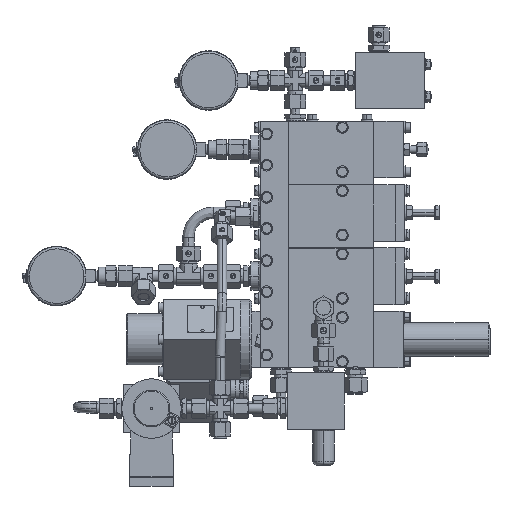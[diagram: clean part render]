
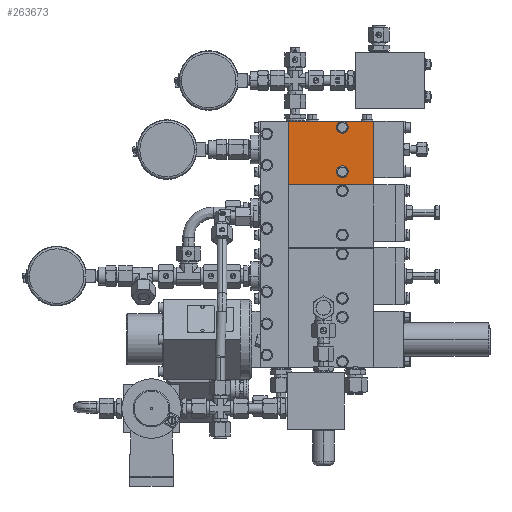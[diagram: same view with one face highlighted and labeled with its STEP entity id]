
A CAD part, left-side view. The second image highlights one B-rep face of the part: STEP entity #263673.
In plain terms, the highlighted planar face has unit normal (-1, 0, 0).
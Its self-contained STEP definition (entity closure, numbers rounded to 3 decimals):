
#7833 = CARTESIAN_POINT ( 'NONE',  ( -77.228, 18.149, 26.5 ) ) ;
#7838 = DIRECTION ( 'NONE',  ( 1., 0., 0. ) ) ;
#10672 = LINE ( 'NONE', #175636, #59538 ) ;
#10872 = CIRCLE ( 'NONE', #34429, 3. ) ;
#11971 = DIRECTION ( 'NONE',  ( -1., 0., 0. ) ) ;
#11973 = FACE_OUTER_BOUND ( 'NONE', #81747, .T. ) ;
#12288 = VERTEX_POINT ( 'NONE', #186264 ) ;
#15483 = VECTOR ( 'NONE', #183450, 1000. ) ;
#19493 = AXIS2_PLACEMENT_3D ( 'NONE', #100810, #246490, #121716 ) ;
#20560 = DIRECTION ( 'NONE',  ( 0., 0., 1. ) ) ;
#23694 = VECTOR ( 'NONE', #45902, 1000. ) ;
#25560 = CARTESIAN_POINT ( 'NONE',  ( -77.228, 18.149, -20.5 ) ) ;
#25640 = EDGE_CURVE ( 'NONE', #76714, #73889, #119719, .T. ) ;
#30769 = EDGE_CURVE ( 'NONE', #68995, #12288, #119289, .T. ) ;
#33305 = EDGE_LOOP ( 'NONE', ( #210693, #186914 ) ) ;
#33656 = EDGE_CURVE ( 'NONE', #73889, #140428, #79084, .T. ) ;
#34429 = AXIS2_PLACEMENT_3D ( 'NONE', #132589, #7838, #153570 ) ;
#37183 = CARTESIAN_POINT ( 'NONE',  ( -77.228, 18.149, 20.5 ) ) ;
#41809 = AXIS2_PLACEMENT_3D ( 'NONE', #136751, #11971, #157779 ) ;
#45902 = DIRECTION ( 'NONE',  ( 0., -1., 0. ) ) ;
#50387 = LINE ( 'NONE', #133023, #210169 ) ;
#53628 = ORIENTED_EDGE ( 'NONE', *, *, #33656, .T. ) ;
#58611 = CARTESIAN_POINT ( 'NONE',  ( -77.228, 75.149, 30. ) ) ;
#59538 = VECTOR ( 'NONE', #238509, 1000. ) ;
#63905 = CARTESIAN_POINT ( 'NONE',  ( -77.228, 18.149, -23.5 ) ) ;
#68995 = VERTEX_POINT ( 'NONE', #25560 ) ;
#73889 = VERTEX_POINT ( 'NONE', #186045 ) ;
#76714 = VERTEX_POINT ( 'NONE', #131957 ) ;
#79084 = LINE ( 'NONE', #212629, #23694 ) ;
#81747 = EDGE_LOOP ( 'NONE', ( #53628, #212061, #239349, #183984 ) ) ;
#84834 = DIRECTION ( 'NONE',  ( 0., 0., 1. ) ) ;
#93265 = EDGE_CURVE ( 'NONE', #140428, #112215, #10672, .T. ) ;
#94004 = PLANE ( 'NONE',  #41809 ) ;
#100810 = CARTESIAN_POINT ( 'NONE',  ( -77.228, 18.149, 23.5 ) ) ;
#106019 = EDGE_CURVE ( 'NONE', #12288, #68995, #198696, .T. ) ;
#112215 = VERTEX_POINT ( 'NONE', #206119 ) ;
#119289 = CIRCLE ( 'NONE', #126690, 3. ) ;
#119719 = LINE ( 'NONE', #58611, #15483 ) ;
#121716 = DIRECTION ( 'NONE',  ( 0., 0., 1. ) ) ;
#126690 = AXIS2_PLACEMENT_3D ( 'NONE', #270000, #145271, #20560 ) ;
#127689 = ORIENTED_EDGE ( 'NONE', *, *, #106019, .T. ) ;
#129089 = EDGE_CURVE ( 'NONE', #165821, #236068, #10872, .T. ) ;
#131957 = CARTESIAN_POINT ( 'NONE',  ( -77.228, 75.149, 30. ) ) ;
#132589 = CARTESIAN_POINT ( 'NONE',  ( -77.228, 18.149, 23.5 ) ) ;
#133023 = CARTESIAN_POINT ( 'NONE',  ( -77.228, 105.149, 30. ) ) ;
#136751 = CARTESIAN_POINT ( 'NONE',  ( -77.228, 105.149, -37. ) ) ;
#140428 = VERTEX_POINT ( 'NONE', #159447 ) ;
#142270 = ORIENTED_EDGE ( 'NONE', *, *, #30769, .T. ) ;
#145271 = DIRECTION ( 'NONE',  ( 1., 0., 0. ) ) ;
#153570 = DIRECTION ( 'NONE',  ( 0., 0., 1. ) ) ;
#154011 = DIRECTION ( 'NONE',  ( 0., 1., 0. ) ) ;
#157779 = DIRECTION ( 'NONE',  ( 0., 0., 1. ) ) ;
#159447 = CARTESIAN_POINT ( 'NONE',  ( -77.228, -14.851, -36.8 ) ) ;
#165821 = VERTEX_POINT ( 'NONE', #7833 ) ;
#175636 = CARTESIAN_POINT ( 'NONE',  ( -77.228, -14.851, -37. ) ) ;
#183450 = DIRECTION ( 'NONE',  ( 0., 0., -1. ) ) ;
#183984 = ORIENTED_EDGE ( 'NONE', *, *, #25640, .T. ) ;
#186045 = CARTESIAN_POINT ( 'NONE',  ( -77.228, 75.149, -36.8 ) ) ;
#186264 = CARTESIAN_POINT ( 'NONE',  ( -77.228, 18.149, -26.5 ) ) ;
#186914 = ORIENTED_EDGE ( 'NONE', *, *, #266113, .T. ) ;
#191336 = FACE_BOUND ( 'NONE', #33305, .T. ) ;
#194020 = CIRCLE ( 'NONE', #19493, 3. ) ;
#198696 = CIRCLE ( 'NONE', #200395, 3. ) ;
#200395 = AXIS2_PLACEMENT_3D ( 'NONE', #63905, #209692, #84834 ) ;
#206119 = CARTESIAN_POINT ( 'NONE',  ( -77.228, -14.851, 30. ) ) ;
#209692 = DIRECTION ( 'NONE',  ( 1., 0., 0. ) ) ;
#210169 = VECTOR ( 'NONE', #154011, 1000. ) ;
#210693 = ORIENTED_EDGE ( 'NONE', *, *, #129089, .T. ) ;
#212061 = ORIENTED_EDGE ( 'NONE', *, *, #93265, .T. ) ;
#212629 = CARTESIAN_POINT ( 'NONE',  ( -77.228, 105.149, -36.8 ) ) ;
#219933 = EDGE_LOOP ( 'NONE', ( #142270, #127689 ) ) ;
#227162 = FACE_BOUND ( 'NONE', #219933, .T. ) ;
#236068 = VERTEX_POINT ( 'NONE', #37183 ) ;
#238509 = DIRECTION ( 'NONE',  ( 0., 0., 1. ) ) ;
#239349 = ORIENTED_EDGE ( 'NONE', *, *, #265358, .T. ) ;
#246490 = DIRECTION ( 'NONE',  ( 1., 0., 0. ) ) ;
#263673 = ADVANCED_FACE ( 'NONE', ( #11973, #191336, #227162 ), #94004, .T. ) ;
#265358 = EDGE_CURVE ( 'NONE', #112215, #76714, #50387, .T. ) ;
#266113 = EDGE_CURVE ( 'NONE', #236068, #165821, #194020, .T. ) ;
#270000 = CARTESIAN_POINT ( 'NONE',  ( -77.228, 18.149, -23.5 ) ) ;
